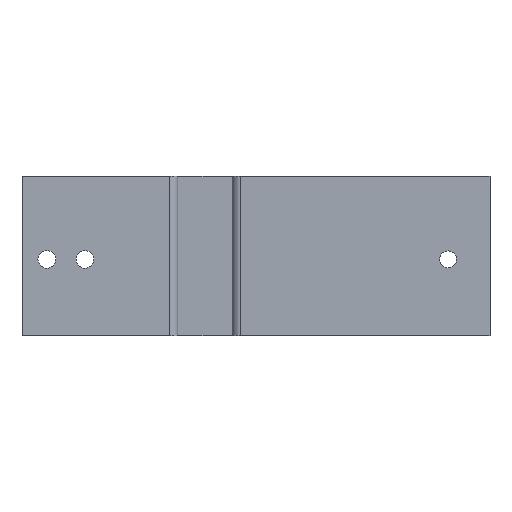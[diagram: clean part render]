
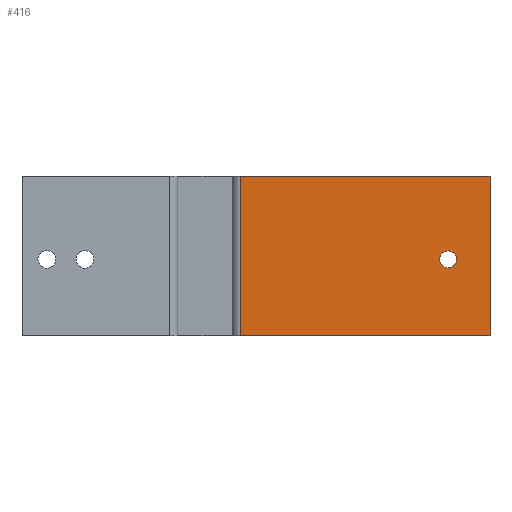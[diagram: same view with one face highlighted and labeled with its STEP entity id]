
A CAD part, top view. The second image highlights one B-rep face of the part: STEP entity #416.
In plain terms, the highlighted planar face has unit normal (0, 0, 1).
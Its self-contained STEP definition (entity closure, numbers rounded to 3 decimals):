
#23=FACE_BOUND('',#76,.T.);
#32=PLANE('',#478);
#52=FACE_OUTER_BOUND('',#75,.T.);
#75=EDGE_LOOP('',(#358,#359,#360,#361));
#76=EDGE_LOOP('',(#362));
#92=LINE('',#632,#131);
#101=LINE('',#663,#140);
#110=LINE('',#688,#149);
#120=LINE('',#714,#159);
#131=VECTOR('',#509,10.);
#140=VECTOR('',#536,10.);
#149=VECTOR('',#555,10.);
#159=VECTOR('',#585,10.);
#168=CIRCLE('',#452,2.);
#188=VERTEX_POINT('',#621);
#189=VERTEX_POINT('',#625);
#192=VERTEX_POINT('',#630);
#205=VERTEX_POINT('',#662);
#216=VERTEX_POINT('',#686);
#228=EDGE_CURVE('',#188,#188,#168,.T.);
#232=EDGE_CURVE('',#192,#189,#92,.T.);
#247=EDGE_CURVE('',#205,#189,#101,.T.);
#260=EDGE_CURVE('',#192,#216,#110,.T.);
#274=EDGE_CURVE('',#205,#216,#120,.T.);
#358=ORIENTED_EDGE('',*,*,#274,.F.);
#359=ORIENTED_EDGE('',*,*,#247,.T.);
#360=ORIENTED_EDGE('',*,*,#232,.F.);
#361=ORIENTED_EDGE('',*,*,#260,.T.);
#362=ORIENTED_EDGE('',*,*,#228,.T.);
#416=ADVANCED_FACE('',(#52,#23),#32,.T.);
#452=AXIS2_PLACEMENT_3D('',#623,#502,#503);
#478=AXIS2_PLACEMENT_3D('',#716,#587,#588);
#502=DIRECTION('center_axis',(0.,0.,-1.));
#503=DIRECTION('ref_axis',(-1.,0.,0.));
#509=DIRECTION('',(0.,-1.,0.));
#536=DIRECTION('',(1.,0.,0.));
#555=DIRECTION('',(-1.,0.,0.));
#585=DIRECTION('',(0.,1.,0.));
#587=DIRECTION('center_axis',(0.,0.,1.));
#588=DIRECTION('ref_axis',(1.,0.,0.));
#621=CARTESIAN_POINT('',(72.562,0.53,3.2));
#623=CARTESIAN_POINT('Origin',(70.562,0.53,3.2));
#625=CARTESIAN_POINT('',(80.533,-17.67,3.2));
#630=CARTESIAN_POINT('',(80.533,20.33,3.2));
#632=CARTESIAN_POINT('',(80.533,20.33,3.2));
#662=CARTESIAN_POINT('',(21.184,-17.67,3.2));
#663=CARTESIAN_POINT('',(-52.816,-17.67,3.2));
#686=CARTESIAN_POINT('',(21.184,20.33,3.2));
#688=CARTESIAN_POINT('',(52.362,20.33,3.2));
#714=CARTESIAN_POINT('',(21.184,-8.17,3.2));
#716=CARTESIAN_POINT('Origin',(-0.227,1.33,3.2));
